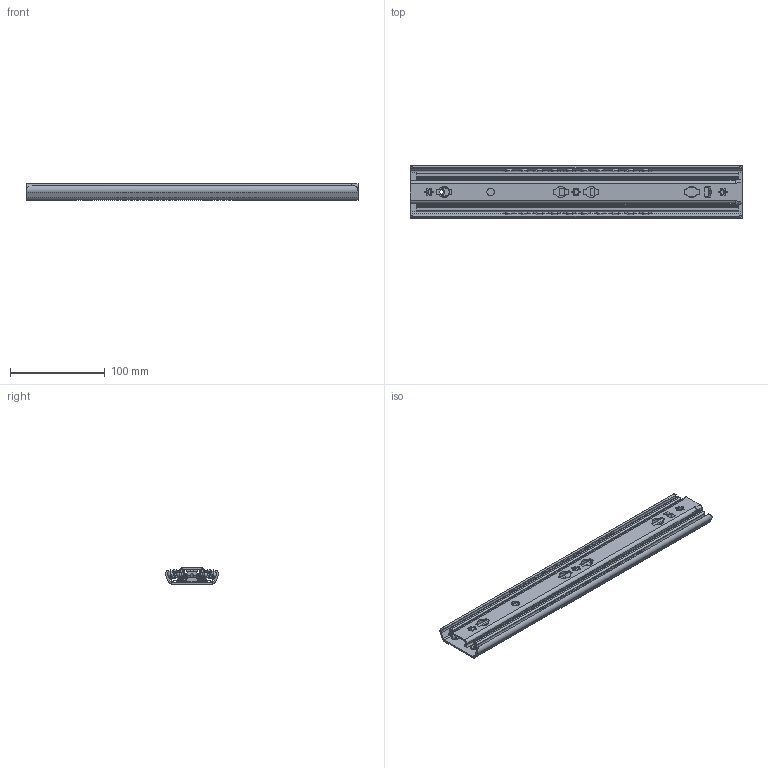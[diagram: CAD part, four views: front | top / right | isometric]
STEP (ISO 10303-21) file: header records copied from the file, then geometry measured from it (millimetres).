
FILE_DESCRIPTION(/* description */ ('ULFHD-D- 350/375mm (17.5) Zinc-Magnesium'),/* implementation_level */ '2;1');
FILE_NAME(/* name */ 'M12-AA1_00_closed.stp',/* time_stamp */ '2025-09-08T09:43:41+02:00',/* author */ ('l.hoffmann'),/* organization */ (''),/* preprocessor_version */ 'ST-DEVELOPER v20',/* originating_system */ 'Autodesk Inventor 2022',/* authorisation */ '');
FILE_SCHEMA (('AUTOMOTIVE_DESIGN { 1 0 10303 214 3 1 1 }'));
Length unit declared in the file: millimetre
Products named in the file (14): M12-M06; 511-M12-M06-HMA; 511-M12-M06-HMA_1; E000173374; E000173371; E000173370; 512-M12-M06-UM2; 512-M12-M06-UM2_1; E000173383; E000173361; E000173381; E000173380; 514-M12-M06-MB3; 514-M12-M06-MB3_1
Assembly tree (30 placements, depth 3):
  M12-M06
    511-M12-M06-HMA
      511-M12-M06-HMA_1
    E000173374
      E000173361
      E000173371
      E000173370  x10
    512-M12-M06-UM2
      512-M12-M06-UM2_1
    E000173383
      E000173361
      E000173381
      E000173380  x8
    514-M12-M06-MB3
      514-M12-M06-MB3_1
Bounding box: 350 x 55.8 x 17.25 mm (x, y, z)
Volume: 122738.2 mm3; surface area: 165291 mm2
Topology: 41 solids, 41 shells, 1273 faces, 3784 edges, 2512 vertices
Faces by surface type: plane 614, cylinder 571, cone 42, sphere 36, bspline 10
Full cylindrical faces by diameter (mm): 5.56 x16, 6.35 x20, 8 x3, 11 x1
Entity records: 44336 total; most frequent: CARTESIAN_POINT 9270, ORIENTED_EDGE 7360, DIRECTION 7316, EDGE_CURVE 3680, AXIS2_PLACEMENT_3D 2552, VERTEX_POINT 2448, LINE 2212, VECTOR 2212
